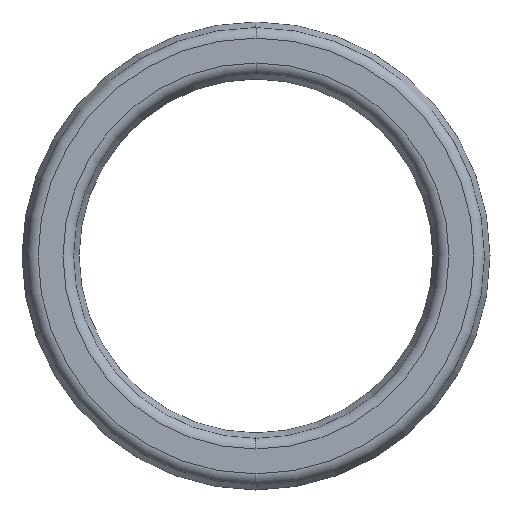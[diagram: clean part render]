
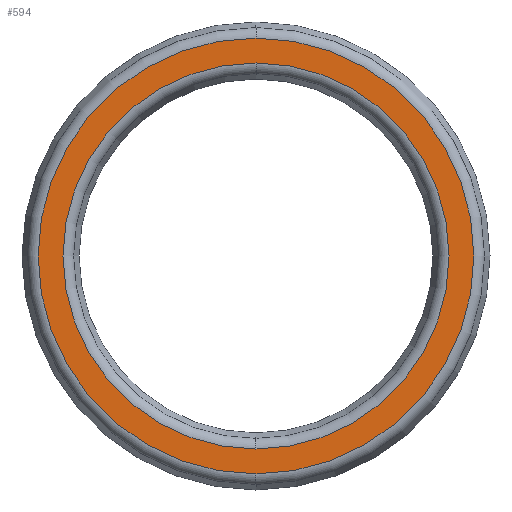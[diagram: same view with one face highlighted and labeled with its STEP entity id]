
A CAD part, front view. The second image highlights one B-rep face of the part: STEP entity #594.
In plain terms, the highlighted planar face has unit normal (0, -1, 0).
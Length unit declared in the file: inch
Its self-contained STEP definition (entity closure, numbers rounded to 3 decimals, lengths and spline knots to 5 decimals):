
#6 = FACE_BOUND ( 'NONE', #268, .T. ) ;
#28 = DIRECTION ( 'NONE',  ( 0., 0., -1. ) ) ;
#49 = CIRCLE ( 'NONE', #59, 1.19301 ) ;
#59 = AXIS2_PLACEMENT_3D ( 'NONE', #557, #506, #99 ) ;
#66 = ORIENTED_EDGE ( 'NONE', *, *, #574, .T. ) ;
#99 = DIRECTION ( 'NONE',  ( 0., 0., -1. ) ) ;
#150 = DIRECTION ( 'NONE',  ( 0., -1., 0. ) ) ;
#174 = ORIENTED_EDGE ( 'NONE', *, *, #298, .T. ) ;
#189 = CARTESIAN_POINT ( 'NONE',  ( 1.125, -0.25, -1.05699 ) ) ;
#192 = EDGE_LOOP ( 'NONE', ( #525, #484 ) ) ;
#194 = AXIS2_PLACEMENT_3D ( 'NONE', #448, #150, #548 ) ;
#213 = CARTESIAN_POINT ( 'NONE',  ( 1.125, -0.25, 0. ) ) ;
#238 = AXIS2_PLACEMENT_3D ( 'NONE', #251, #562, #606 ) ;
#247 = FACE_OUTER_BOUND ( 'NONE', #192, .T. ) ;
#251 = CARTESIAN_POINT ( 'NONE',  ( 1.125, -0.25, 0. ) ) ;
#268 = EDGE_LOOP ( 'NONE', ( #174, #66 ) ) ;
#277 = EDGE_CURVE ( 'NONE', #534, #338, #303, .T. ) ;
#281 = CIRCLE ( 'NONE', #238, 1.05699 ) ;
#298 = EDGE_CURVE ( 'NONE', #389, #639, #461, .T. ) ;
#303 = CIRCLE ( 'NONE', #474, 1.19301 ) ;
#321 = CARTESIAN_POINT ( 'NONE',  ( 1.125, -0.25, 0. ) ) ;
#338 = VERTEX_POINT ( 'NONE', #571 ) ;
#389 = VERTEX_POINT ( 'NONE', #189 ) ;
#400 = CARTESIAN_POINT ( 'NONE',  ( 1.125, -0.25, 1.05699 ) ) ;
#448 = CARTESIAN_POINT ( 'NONE',  ( -0.10938, -0.25, 0. ) ) ;
#455 = CARTESIAN_POINT ( 'NONE',  ( 1.125, -0.25, -1.19301 ) ) ;
#461 = CIRCLE ( 'NONE', #535, 1.05699 ) ;
#463 = DIRECTION ( 'NONE',  ( 0., -1., 0. ) ) ;
#474 = AXIS2_PLACEMENT_3D ( 'NONE', #213, #463, #476 ) ;
#476 = DIRECTION ( 'NONE',  ( 0., 0., -1. ) ) ;
#484 = ORIENTED_EDGE ( 'NONE', *, *, #611, .T. ) ;
#503 = PLANE ( 'NONE',  #194 ) ;
#506 = DIRECTION ( 'NONE',  ( 0., -1., 0. ) ) ;
#513 = DIRECTION ( 'NONE',  ( 0., 1., 0. ) ) ;
#525 = ORIENTED_EDGE ( 'NONE', *, *, #277, .T. ) ;
#534 = VERTEX_POINT ( 'NONE', #455 ) ;
#535 = AXIS2_PLACEMENT_3D ( 'NONE', #321, #513, #28 ) ;
#548 = DIRECTION ( 'NONE',  ( 0., 0., -1. ) ) ;
#557 = CARTESIAN_POINT ( 'NONE',  ( 1.125, -0.25, 0. ) ) ;
#562 = DIRECTION ( 'NONE',  ( 0., 1., 0. ) ) ;
#571 = CARTESIAN_POINT ( 'NONE',  ( 1.125, -0.25, 1.19301 ) ) ;
#574 = EDGE_CURVE ( 'NONE', #639, #389, #281, .T. ) ;
#594 = ADVANCED_FACE ( 'NONE', ( #247, #6 ), #503, .T. ) ;
#606 = DIRECTION ( 'NONE',  ( 0., 0., -1. ) ) ;
#611 = EDGE_CURVE ( 'NONE', #338, #534, #49, .T. ) ;
#639 = VERTEX_POINT ( 'NONE', #400 ) ;
